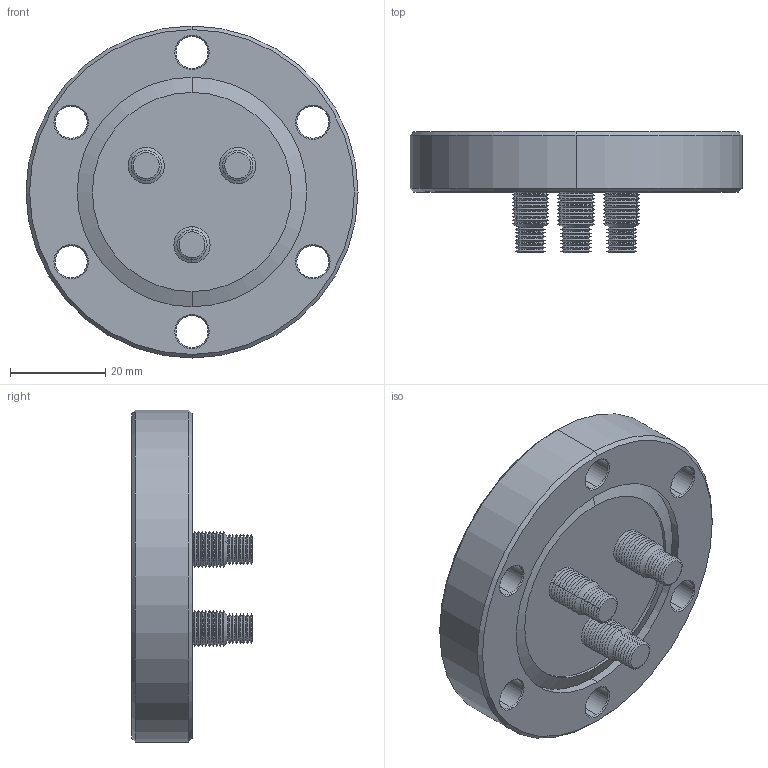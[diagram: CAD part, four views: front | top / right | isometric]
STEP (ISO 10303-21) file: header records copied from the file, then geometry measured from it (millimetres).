
FILE_DESCRIPTION (( 'STEP AP203' ), '1' );
FILE_NAME ('A12377-3-CF.STEP', '2019-07-22T19:28:11', ( '' ), ( '' ), 'SwSTEP 2.0', 'SolidWorks 2019', '' );
FILE_SCHEMA (( 'CONFIG_CONTROL_DESIGN' ));
Length unit declared in the file: inch
Products named in the file (1): A12377-3-CF
Bounding box: 69.85 x 25.39 x 69.85 mm (x, y, z)
Volume: 37182.9 mm3; surface area: 14882.9 mm2
Topology: 1 solids, 1 shells, 363 faces, 736 edges, 386 vertices
Faces by surface type: cone 324, cylinder 26, plane 13
Entity records: 9347 total; most frequent: DIRECTION 1850, CARTESIAN_POINT 1486, ORIENTED_EDGE 1472, AXIS2_PLACEMENT_3D 750, EDGE_CURVE 736, VERTEX_POINT 386, EDGE_LOOP 386, CIRCLE 386
